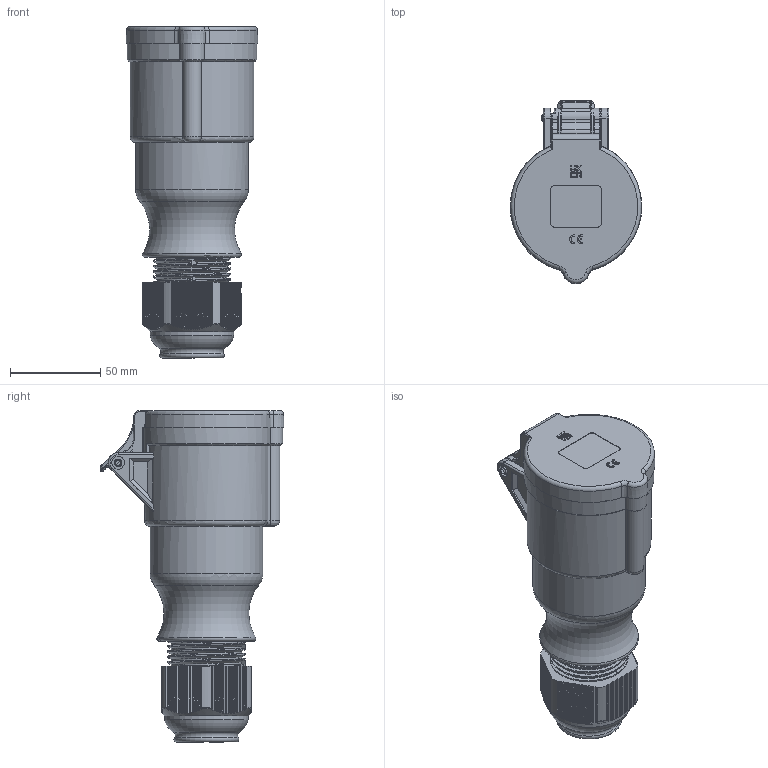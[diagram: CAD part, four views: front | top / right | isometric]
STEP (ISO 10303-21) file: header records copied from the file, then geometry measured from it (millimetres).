
FILE_DESCRIPTION(/* description */ (''),/* implementation_level */ '2;1');
FILE_NAME(/* name */ '304-TLS.stp',/* time_stamp */ '2023-08-31T07:24:09+02:00',/* author */ ('mhost'),/* organization */ (''),/* preprocessor_version */ 'ST-DEVELOPER v17',/* originating_system */ 'Autodesk Inventor 2018',/* authorisation */ '');
FILE_SCHEMA (('AUTOMOTIVE_DESIGN { 1 0 10303 214 3 1 1 }'));
Length unit declared in the file: millimetre
Products named in the file (1): 304-TLS
Bounding box: 72.99 x 101.96 x 184.24 mm (x, y, z)
Surface area: 54973.8 mm2 (no closed solid volume)
Topology: 0 solids, 1 shells, 653 faces, 1906 edges, 1270 vertices
Faces by surface type: plane 445, cylinder 108, torus 55, bspline 27, cone 18
Full cylindrical faces by diameter (mm): 1.1 x1, 2.2 x1, 4.2 x2, 6 x1, 7 x2, 23.5 x1, 24.5 x2, 39.212 x5, 43.251 x6, 46.5 x1, 62.6 x1
Entity records: 24443 total; most frequent: CARTESIAN_POINT 7303, ORIENTED_EDGE 3802, DIRECTION 3093, EDGE_CURVE 1901, VERTEX_POINT 1268, LINE 1051, VECTOR 1051, AXIS2_PLACEMENT_3D 1021
